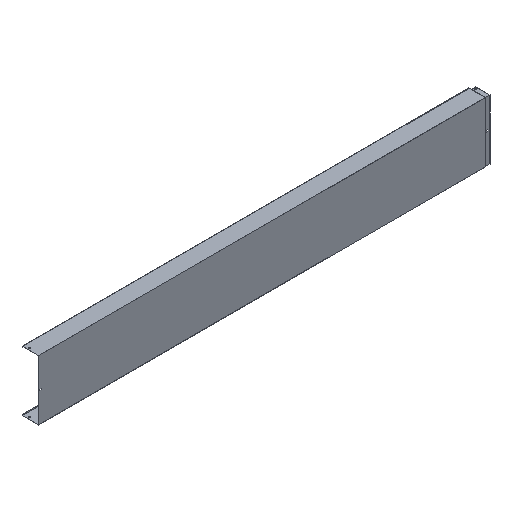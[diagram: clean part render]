
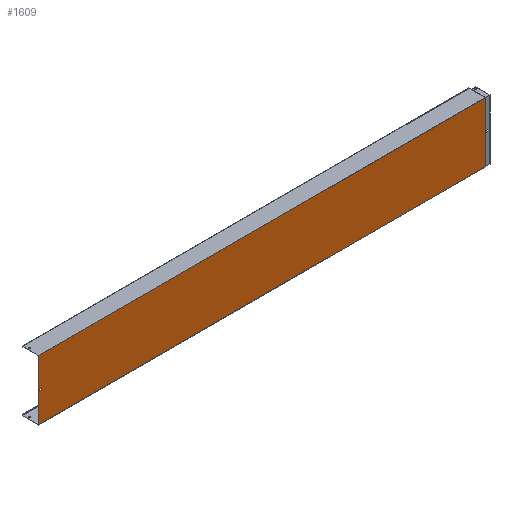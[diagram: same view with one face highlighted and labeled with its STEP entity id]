
A CAD part, isometric view. The second image highlights one B-rep face of the part: STEP entity #1609.
In plain terms, the highlighted planar face has unit normal (0, -1, 0).
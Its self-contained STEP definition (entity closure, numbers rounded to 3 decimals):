
#45 = EDGE_LOOP ( 'NONE', ( #617, #1197, #1183, #1153 ) ) ;
#70 = CARTESIAN_POINT ( 'NONE',  ( -2962.5, 0., 3.5 ) ) ;
#117 = DIRECTION ( 'NONE',  ( -1., 0., 0. ) ) ;
#119 = CARTESIAN_POINT ( 'NONE',  ( -2952.5, 0., 3.5 ) ) ;
#128 = DIRECTION ( 'NONE',  ( 0., -1., 0. ) ) ;
#141 = VERTEX_POINT ( 'NONE', #70 ) ;
#192 = CARTESIAN_POINT ( 'NONE',  ( 0.697, 0., 200. ) ) ;
#225 = CARTESIAN_POINT ( 'NONE',  ( -2952.5, 0., -3.5 ) ) ;
#233 = LINE ( 'NONE', #119, #1602 ) ;
#293 = VECTOR ( 'NONE', #1388, 1000. ) ;
#307 = DIRECTION ( 'NONE',  ( 0., 0., -1. ) ) ;
#327 = EDGE_CURVE ( 'NONE', #483, #1199, #1866, .T. ) ;
#332 = VECTOR ( 'NONE', #630, 1000. ) ;
#367 = DIRECTION ( 'NONE',  ( 0., 0., 1. ) ) ;
#413 = AXIS2_PLACEMENT_3D ( 'NONE', #1129, #128, #307 ) ;
#419 = EDGE_CURVE ( 'NONE', #483, #477, #619, .T. ) ;
#455 = CARTESIAN_POINT ( 'NONE',  ( -2970., 0., 200. ) ) ;
#477 = VERTEX_POINT ( 'NONE', #1940 ) ;
#483 = VERTEX_POINT ( 'NONE', #2015 ) ;
#493 = EDGE_CURVE ( 'NONE', #1497, #141, #1085, .T. ) ;
#497 = CARTESIAN_POINT ( 'NONE',  ( 0.697, 0., -200. ) ) ;
#591 = VECTOR ( 'NONE', #1657, 1000. ) ;
#603 = CARTESIAN_POINT ( 'NONE',  ( -2952.5, 0., -3.5 ) ) ;
#613 = VERTEX_POINT ( 'NONE', #1810 ) ;
#617 = ORIENTED_EDGE ( 'NONE', *, *, #327, .F. ) ;
#619 = LINE ( 'NONE', #984, #765 ) ;
#630 = DIRECTION ( 'NONE',  ( 0., 0., -1. ) ) ;
#641 = ORIENTED_EDGE ( 'NONE', *, *, #1878, .T. ) ;
#711 = LINE ( 'NONE', #1362, #1373 ) ;
#712 = VECTOR ( 'NONE', #117, 1000. ) ;
#727 = EDGE_CURVE ( 'NONE', #613, #1664, #711, .T. ) ;
#765 = VECTOR ( 'NONE', #367, 1000. ) ;
#783 = DIRECTION ( 'NONE',  ( 1., 0., 0. ) ) ;
#984 = CARTESIAN_POINT ( 'NONE',  ( 1.278, 0., -200. ) ) ;
#994 = EDGE_CURVE ( 'NONE', #477, #1184, #1796, .T. ) ;
#1000 = CARTESIAN_POINT ( 'NONE',  ( -2970., 0., 200. ) ) ;
#1085 = LINE ( 'NONE', #1762, #591 ) ;
#1088 = VECTOR ( 'NONE', #1937, 1000. ) ;
#1129 = CARTESIAN_POINT ( 'NONE',  ( -2970., 0., 200. ) ) ;
#1153 = ORIENTED_EDGE ( 'NONE', *, *, #1942, .T. ) ;
#1183 = ORIENTED_EDGE ( 'NONE', *, *, #994, .T. ) ;
#1184 = VERTEX_POINT ( 'NONE', #1000 ) ;
#1197 = ORIENTED_EDGE ( 'NONE', *, *, #419, .T. ) ;
#1199 = VERTEX_POINT ( 'NONE', #1802 ) ;
#1238 = ORIENTED_EDGE ( 'NONE', *, *, #1248, .T. ) ;
#1248 = EDGE_CURVE ( 'NONE', #141, #613, #233, .T. ) ;
#1255 = ORIENTED_EDGE ( 'NONE', *, *, #493, .T. ) ;
#1259 = ORIENTED_EDGE ( 'NONE', *, *, #727, .T. ) ;
#1293 = PLANE ( 'NONE',  #413 ) ;
#1324 = EDGE_LOOP ( 'NONE', ( #1259, #641, #1255, #1238 ) ) ;
#1326 = FACE_BOUND ( 'NONE', #1324, .T. ) ;
#1331 = LINE ( 'NONE', #603, #712 ) ;
#1362 = CARTESIAN_POINT ( 'NONE',  ( -2952.5, 0., 3.5 ) ) ;
#1373 = VECTOR ( 'NONE', #1963, 1000. ) ;
#1388 = DIRECTION ( 'NONE',  ( -1., 0., 0. ) ) ;
#1497 = VERTEX_POINT ( 'NONE', #1730 ) ;
#1602 = VECTOR ( 'NONE', #783, 1000. ) ;
#1609 = ADVANCED_FACE ( 'NONE', ( #1326, #1890 ), #1293, .T. ) ;
#1657 = DIRECTION ( 'NONE',  ( 0., 0., 1. ) ) ;
#1664 = VERTEX_POINT ( 'NONE', #225 ) ;
#1689 = LINE ( 'NONE', #455, #332 ) ;
#1730 = CARTESIAN_POINT ( 'NONE',  ( -2962.5, 0., -3.5 ) ) ;
#1762 = CARTESIAN_POINT ( 'NONE',  ( -2962.5, 0., 3.5 ) ) ;
#1796 = LINE ( 'NONE', #192, #293 ) ;
#1802 = CARTESIAN_POINT ( 'NONE',  ( -2970., 0., -200. ) ) ;
#1810 = CARTESIAN_POINT ( 'NONE',  ( -2952.5, 0., 3.5 ) ) ;
#1866 = LINE ( 'NONE', #497, #1088 ) ;
#1878 = EDGE_CURVE ( 'NONE', #1664, #1497, #1331, .T. ) ;
#1890 = FACE_OUTER_BOUND ( 'NONE', #45, .T. ) ;
#1937 = DIRECTION ( 'NONE',  ( -1., 0., 0. ) ) ;
#1940 = CARTESIAN_POINT ( 'NONE',  ( 1.278, 0., 200. ) ) ;
#1942 = EDGE_CURVE ( 'NONE', #1184, #1199, #1689, .T. ) ;
#1963 = DIRECTION ( 'NONE',  ( 0., 0., -1. ) ) ;
#2015 = CARTESIAN_POINT ( 'NONE',  ( 1.278, 0., -200. ) ) ;
